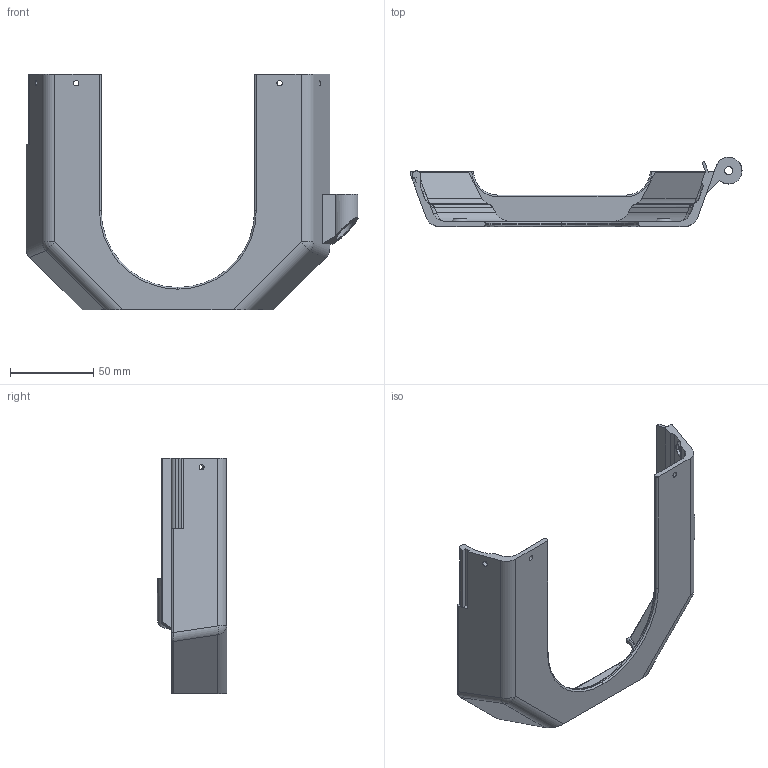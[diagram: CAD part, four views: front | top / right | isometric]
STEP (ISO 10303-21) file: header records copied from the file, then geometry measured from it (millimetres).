
FILE_DESCRIPTION(('FreeCAD Model'),'2;1');
FILE_NAME('LowerBack.step','2018-06-17T21:40:28',('Author'),(''), 'Open CASCADE STEP processor 6.9','FreeCAD','Unknown');
FILE_SCHEMA(('AUTOMOTIVE_DESIGN_CC2 { 1 2 10303 214 -1 1 5 4 }'));
Length unit declared in the file: millimetre
Products named in the file (2): ASSEMBLY; LowerBack
Assembly tree (1 placements, depth 2):
  ASSEMBLY
    LowerBack
Bounding box: 199.07 x 41.5 x 141.5 mm (x, y, z)
Volume: 80663.7 mm3; surface area: 48139.3 mm2
Topology: 1 solids, 1 shells, 171 faces, 447 edges, 280 vertices
Faces by surface type: plane 90, cylinder 48, bspline 16, cone 7, torus 6, sphere 4
Full cylindrical faces by diameter (mm): 4.8 x1, 10 x1
Entity records: 17416 total; most frequent: CARTESIAN_POINT 9055, DIRECTION 1398, ORIENTED_EDGE 886, PCURVE 886, DEFINITIONAL_REPRESENTATION 886, LINE 846, VECTOR 846, EDGE_CURVE 443
